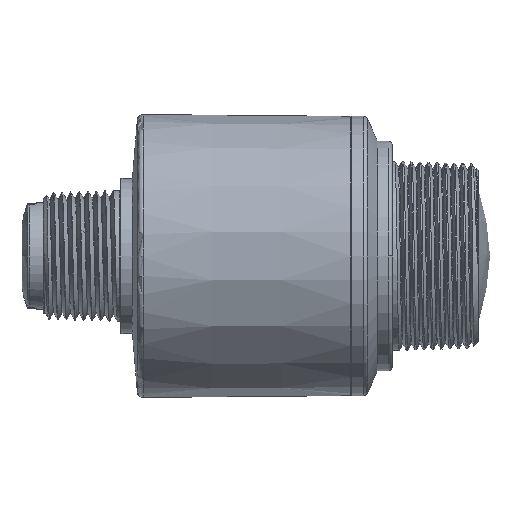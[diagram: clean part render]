
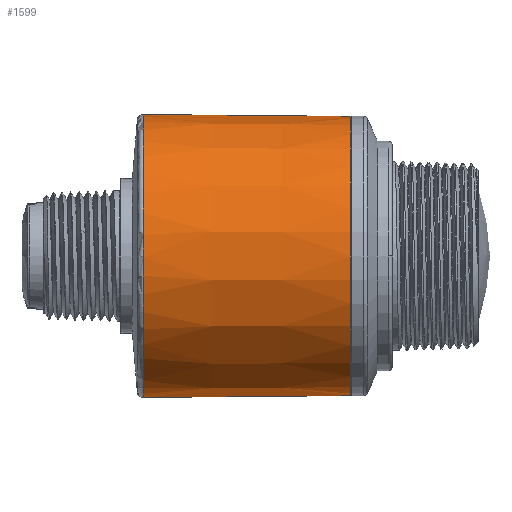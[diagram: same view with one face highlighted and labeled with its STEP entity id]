
A CAD part, left-side view. The second image highlights one B-rep face of the part: STEP entity #1599.
In plain terms, the highlighted conical face has half-angle 0.5 degrees and reference radius 36.471 mm.
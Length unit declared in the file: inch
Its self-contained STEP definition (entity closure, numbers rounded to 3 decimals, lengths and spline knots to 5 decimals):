
#312 = ORIENTED_EDGE ( 'NONE', *, *, #13631, .T. ) ;
#459 = CARTESIAN_POINT ( 'NONE',  ( -1.38735, 2.0521, -0.38126 ) ) ;
#700 = CARTESIAN_POINT ( 'NONE',  ( -1.28694, 2.0521, -0.64334 ) ) ;
#1599 = ADVANCED_FACE ( 'NONE', ( #1622 ), #20573, .T. ) ;
#1622 = FACE_OUTER_BOUND ( 'NONE', #19547, .T. ) ;
#1765 = ORIENTED_EDGE ( 'NONE', *, *, #22173, .T. ) ;
#1946 = CARTESIAN_POINT ( 'NONE',  ( 0., 2.05213, -1.43575 ) ) ;
#2091 = DIRECTION ( 'NONE',  ( 0., 0., 1. ) ) ;
#2176 = CARTESIAN_POINT ( 'NONE',  ( -0.87207, 2.05211, -1.14438 ) ) ;
#2414 = CARTESIAN_POINT ( 'NONE',  ( -0.37046, 2.05212, -1.39028 ) ) ;
#3329 = CARTESIAN_POINT ( 'NONE',  ( 0., 2.05213, -1.43575 ) ) ;
#3471 = CARTESIAN_POINT ( 'NONE',  ( 0., -0.05138, 0. ) ) ;
#3609 = ORIENTED_EDGE ( 'NONE', *, *, #16673, .F. ) ;
#3816 = DIRECTION ( 'NONE',  ( 0., 1., 0. ) ) ;
#5305 = DIRECTION ( 'NONE',  ( 0., 0., 1. ) ) ;
#5415 = AXIS2_PLACEMENT_3D ( 'NONE', #20832, #8701, #8243 ) ;
#5664 = CARTESIAN_POINT ( 'NONE',  ( -0.18701, 2.05213, -1.42658 ) ) ;
#5706 = B_SPLINE_CURVE_WITH_KNOTS ( 'NONE', 3,
 ( #10978, #16286, #11208, #459, #14446, #700, #21622, #9481, #19651, #18264, #2176, #9249, #21502, #12480, #2414, #5664, #16526, #1946 ),
 .UNSPECIFIED., .F., .F.,
 ( 4, 2, 2, 2, 2, 2, 2, 2, 4 ),
 ( 0., 0.125, 0.25, 0.375, 0.5, 0.625, 0.75, 0.875, 1. ),
 .UNSPECIFIED. ) ;
#5884 = ORIENTED_EDGE ( 'NONE', *, *, #14333, .T. ) ;
#6592 = CARTESIAN_POINT ( 'NONE',  ( 0., -0.05138, 1.41739 ) ) ;
#6705 = CARTESIAN_POINT ( 'NONE',  ( 0., 2.05209, 0. ) ) ;
#7154 = LINE ( 'NONE', #8772, #19382 ) ;
#7257 = VERTEX_POINT ( 'NONE', #21365 ) ;
#7823 = CARTESIAN_POINT ( 'NONE',  ( 0., 2.05209, 1.43575 ) ) ;
#8243 = DIRECTION ( 'NONE',  ( 0., 0., 1. ) ) ;
#8701 = DIRECTION ( 'NONE',  ( 0., 1., 0. ) ) ;
#8772 = CARTESIAN_POINT ( 'NONE',  ( 0., 2.06475, -1.43586 ) ) ;
#9249 = CARTESIAN_POINT ( 'NONE',  ( -0.71628, 2.05212, -1.24782 ) ) ;
#9481 = CARTESIAN_POINT ( 'NONE',  ( -1.13756, 2.05211, -0.88095 ) ) ;
#10978 = CARTESIAN_POINT ( 'NONE',  ( -1.4357, 2.05209, -0.01117 ) ) ;
#11208 = CARTESIAN_POINT ( 'NONE',  ( -1.42509, 2.0521, -0.1981 ) ) ;
#12480 = CARTESIAN_POINT ( 'NONE',  ( -0.4604, 2.05212, -1.36314 ) ) ;
#13540 = VERTEX_POINT ( 'NONE', #3329 ) ;
#13631 = EDGE_CURVE ( 'NONE', #18510, #21530, #15628, .T. ) ;
#13742 = DIRECTION ( 'NONE',  ( 0., -1., 0. ) ) ;
#14333 = EDGE_CURVE ( 'NONE', #7257, #20784, #16398, .T. ) ;
#14446 = CARTESIAN_POINT ( 'NONE',  ( -1.35952, 2.0521, -0.47099 ) ) ;
#14914 = AXIS2_PLACEMENT_3D ( 'NONE', #3471, #3816, #2091 ) ;
#15045 = VECTOR ( 'NONE', #15807, 39.37008 ) ;
#15628 = CIRCLE ( 'NONE', #16384, 1.43575 ) ;
#15807 = DIRECTION ( 'NONE',  ( 0., 1., 0.009 ) ) ;
#16286 = CARTESIAN_POINT ( 'NONE',  ( -1.43498, 2.05209, -0.10467 ) ) ;
#16384 = AXIS2_PLACEMENT_3D ( 'NONE', #6705, #13742, #5305 ) ;
#16398 = CIRCLE ( 'NONE', #14914, 1.41739 ) ;
#16526 = CARTESIAN_POINT ( 'NONE',  ( -0.0935, 2.05213, -1.43575 ) ) ;
#16673 = EDGE_CURVE ( 'NONE', #7257, #13540, #7154, .T. ) ;
#17645 = CARTESIAN_POINT ( 'NONE',  ( 0., 2.06475, 1.43586 ) ) ;
#18264 = CARTESIAN_POINT ( 'NONE',  ( -0.9449, 2.05211, -1.08503 ) ) ;
#18393 = CARTESIAN_POINT ( 'NONE',  ( -1.4357, 2.05209, -0.01117 ) ) ;
#18510 = VERTEX_POINT ( 'NONE', #7823 ) ;
#19274 = DIRECTION ( 'NONE',  ( 0., 1., -0.009 ) ) ;
#19382 = VECTOR ( 'NONE', #19274, 39.37008 ) ;
#19547 = EDGE_LOOP ( 'NONE', ( #3609, #5884, #20964, #312, #1765 ) ) ;
#19651 = CARTESIAN_POINT ( 'NONE',  ( -1.07764, 2.05211, -0.95331 ) ) ;
#20573 = CONICAL_SURFACE ( 'NONE', #5415, 1.43586, 0.009 ) ;
#20784 = VERTEX_POINT ( 'NONE', #6592 ) ;
#20832 = CARTESIAN_POINT ( 'NONE',  ( 0., 2.06475, 0. ) ) ;
#20902 = LINE ( 'NONE', #17645, #15045 ) ;
#20964 = ORIENTED_EDGE ( 'NONE', *, *, #22384, .T. ) ;
#21365 = CARTESIAN_POINT ( 'NONE',  ( 0., -0.05138, -1.41739 ) ) ;
#21502 = CARTESIAN_POINT ( 'NONE',  ( -0.63331, 2.05212, -1.29191 ) ) ;
#21530 = VERTEX_POINT ( 'NONE', #18393 ) ;
#21622 = CARTESIAN_POINT ( 'NONE',  ( -1.24221, 2.05211, -0.72596 ) ) ;
#22173 = EDGE_CURVE ( 'NONE', #21530, #13540, #5706, .T. ) ;
#22384 = EDGE_CURVE ( 'NONE', #20784, #18510, #20902, .T. ) ;
